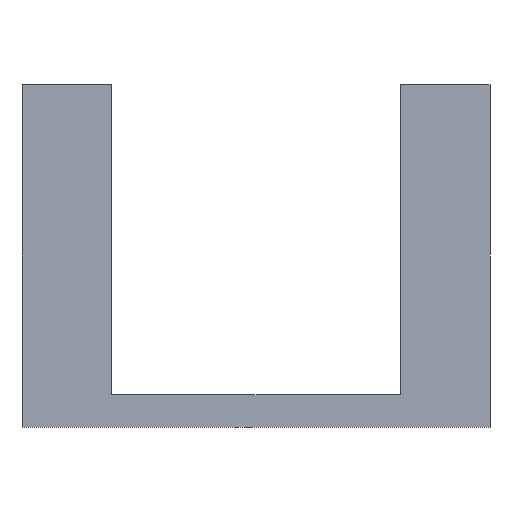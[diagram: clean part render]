
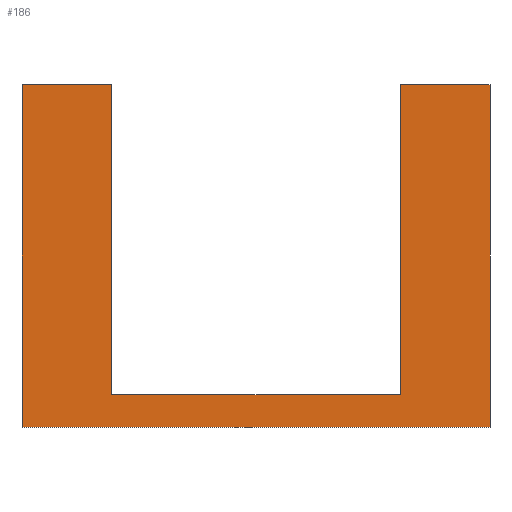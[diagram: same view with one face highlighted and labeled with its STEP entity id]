
A CAD part, front view. The second image highlights one B-rep face of the part: STEP entity #186.
In plain terms, the highlighted planar face has unit normal (0, -1, 0).
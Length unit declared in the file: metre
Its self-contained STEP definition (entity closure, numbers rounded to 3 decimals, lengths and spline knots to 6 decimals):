
#44=ORIENTED_EDGE('',*,*,#62,.F.);
#45=ORIENTED_EDGE('',*,*,#66,.T.);
#46=ORIENTED_EDGE('',*,*,#69,.T.);
#47=ORIENTED_EDGE('',*,*,#72,.F.);
#48=ORIENTED_EDGE('',*,*,#75,.F.);
#49=ORIENTED_EDGE('',*,*,#78,.T.);
#50=ORIENTED_EDGE('',*,*,#81,.T.);
#51=ORIENTED_EDGE('',*,*,#83,.T.);
#62=EDGE_CURVE('',#86,#87,#102,.T.);
#66=EDGE_CURVE('',#86,#89,#106,.T.);
#69=EDGE_CURVE('',#89,#91,#109,.T.);
#72=EDGE_CURVE('',#93,#91,#112,.T.);
#75=EDGE_CURVE('',#95,#93,#115,.T.);
#78=EDGE_CURVE('',#95,#97,#118,.T.);
#81=EDGE_CURVE('',#97,#99,#121,.T.);
#83=EDGE_CURVE('',#99,#87,#123,.T.);
#86=VERTEX_POINT('',#263);
#87=VERTEX_POINT('',#265);
#89=VERTEX_POINT('',#271);
#91=VERTEX_POINT('',#277);
#93=VERTEX_POINT('',#283);
#95=VERTEX_POINT('',#289);
#97=VERTEX_POINT('',#295);
#99=VERTEX_POINT('',#301);
#102=LINE('',#264,#126);
#106=LINE('',#272,#130);
#109=LINE('',#278,#133);
#112=LINE('',#284,#136);
#115=LINE('',#290,#139);
#118=LINE('',#296,#142);
#121=LINE('',#302,#145);
#123=LINE('',#305,#147);
#126=VECTOR('',#217,1.);
#130=VECTOR('',#223,1.);
#133=VECTOR('',#228,1.);
#136=VECTOR('',#233,1.);
#139=VECTOR('',#238,1.);
#142=VECTOR('',#243,1.);
#145=VECTOR('',#248,1.);
#147=VECTOR('',#252,1.);
#156=EDGE_LOOP('',(#44,#45,#46,#47,#48,#49,#50,#51));
#166=FACE_BOUND('',#156,.T.);
#176=PLANE('',#209);
#186=ADVANCED_FACE('',(#166),#176,.T.);
#209=AXIS2_PLACEMENT_3D('',#306,#253,#254);
#217=DIRECTION('',(0.,0.,-1.));
#223=DIRECTION('',(-1.,0.,0.));
#228=DIRECTION('',(0.,0.,-1.));
#233=DIRECTION('',(-1.,0.,0.));
#238=DIRECTION('',(0.,0.,-1.));
#243=DIRECTION('',(-1.,0.,0.));
#248=DIRECTION('',(0.,0.,-1.));
#252=DIRECTION('',(-1.,0.,0.));
#253=DIRECTION('',(0.,-1.,0.));
#254=DIRECTION('',(1.,0.,0.));
#263=CARTESIAN_POINT('',(-0.0265,-0.0085,0.0315));
#264=CARTESIAN_POINT('',(-0.0265,-0.0085,0.003));
#265=CARTESIAN_POINT('',(-0.0265,-0.0085,-0.0255));
#271=CARTESIAN_POINT('',(-0.043,-0.0085,0.0315));
#272=CARTESIAN_POINT('',(-0.03475,-0.0085,0.0315));
#277=CARTESIAN_POINT('',(-0.043,-0.0085,-0.0315));
#278=CARTESIAN_POINT('',(-0.043,-0.0085,0.));
#283=CARTESIAN_POINT('',(0.043,-0.0085,-0.0315));
#284=CARTESIAN_POINT('',(0.,-0.0085,-0.0315));
#289=CARTESIAN_POINT('',(0.043,-0.0085,0.0315));
#290=CARTESIAN_POINT('',(0.043,-0.0085,0.));
#295=CARTESIAN_POINT('',(0.0265,-0.0085,0.0315));
#296=CARTESIAN_POINT('',(0.03475,-0.0085,0.0315));
#301=CARTESIAN_POINT('',(0.0265,-0.0085,-0.0255));
#302=CARTESIAN_POINT('',(0.0265,-0.0085,0.003));
#305=CARTESIAN_POINT('',(0.01325,-0.0085,-0.0255));
#306=CARTESIAN_POINT('',(0.,-0.0085,0.));
